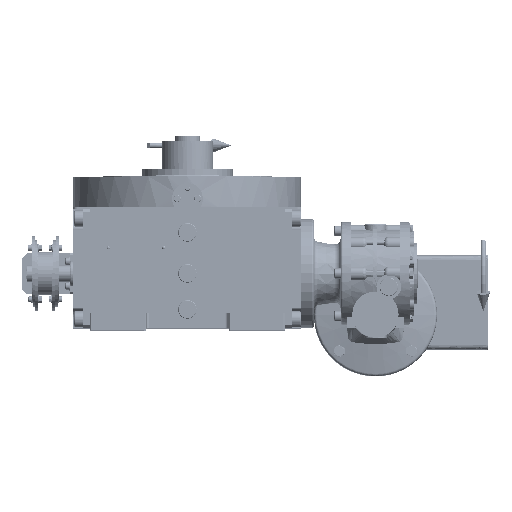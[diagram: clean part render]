
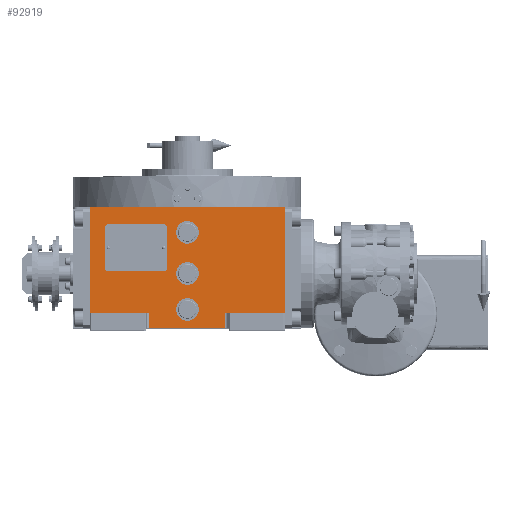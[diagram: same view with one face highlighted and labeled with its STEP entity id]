
A CAD part, top view. The second image highlights one B-rep face of the part: STEP entity #92919.
In plain terms, the highlighted planar face has unit normal (0, 0, 1).
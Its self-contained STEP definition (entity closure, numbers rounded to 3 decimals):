
#1300 = VERTEX_POINT ( 'NONE', #136807 ) ;
#1845 = DIRECTION ( 'NONE',  ( 0., -1., 0. ) ) ;
#5697 = CARTESIAN_POINT ( 'NONE',  ( -37., -53.5, 163.5 ) ) ;
#7499 = VERTEX_POINT ( 'NONE', #132922 ) ;
#8719 = CARTESIAN_POINT ( 'NONE',  ( 37., -38.5, 163.5 ) ) ;
#9691 = DIRECTION ( 'NONE',  ( 0., 0., 1. ) ) ;
#10159 = FACE_OUTER_BOUND ( 'NONE', #129425, .T. ) ;
#10609 = VERTEX_POINT ( 'NONE', #51019 ) ;
#13043 = CIRCLE ( 'NONE', #142605, 11. ) ;
#15633 = EDGE_CURVE ( 'NONE', #16982, #51536, #43096, .T. ) ;
#16207 = CARTESIAN_POINT ( 'NONE',  ( 37., -38.5, 163.5 ) ) ;
#16982 = VERTEX_POINT ( 'NONE', #110756 ) ;
#18493 = EDGE_CURVE ( 'NONE', #128669, #97189, #82120, .T. ) ;
#18517 = DIRECTION ( 'NONE',  ( 1., 0., 0. ) ) ;
#18991 = ORIENTED_EDGE ( 'NONE', *, *, #46283, .F. ) ;
#19337 = LINE ( 'NONE', #81897, #32963 ) ;
#20410 = EDGE_CURVE ( 'NONE', #1300, #16982, #98336, .T. ) ;
#21765 = EDGE_CURVE ( 'NONE', #1300, #10609, #134594, .T. ) ;
#21969 = ORIENTED_EDGE ( 'NONE', *, *, #20410, .T. ) ;
#25809 = CIRCLE ( 'NONE', #131460, 11. ) ;
#26175 = FACE_BOUND ( 'NONE', #140538, .T. ) ;
#27816 = PLANE ( 'NONE',  #103493 ) ;
#28662 = CARTESIAN_POINT ( 'NONE',  ( -94.5, -53.5, 163.5 ) ) ;
#28986 = DIRECTION ( 'NONE',  ( -1., 0., 0. ) ) ;
#30742 = VERTEX_POINT ( 'NONE', #82035 ) ;
#32963 = VECTOR ( 'NONE', #162264, 1000. ) ;
#33742 = CARTESIAN_POINT ( 'NONE',  ( 11., 40., 163.5 ) ) ;
#36278 = LINE ( 'NONE', #102141, #130939 ) ;
#38856 = FACE_BOUND ( 'NONE', #158271, .T. ) ;
#39713 = VECTOR ( 'NONE', #70718, 1000. ) ;
#43096 = LINE ( 'NONE', #48709, #81637 ) ;
#43614 = ORIENTED_EDGE ( 'NONE', *, *, #18493, .F. ) ;
#45135 = ORIENTED_EDGE ( 'NONE', *, *, #157715, .F. ) ;
#46283 = EDGE_CURVE ( 'NONE', #156095, #118643, #84590, .T. ) ;
#48071 = DIRECTION ( 'NONE',  ( 1., 0., 0. ) ) ;
#48709 = CARTESIAN_POINT ( 'NONE',  ( 94.5, -38.5, 163.5 ) ) ;
#50577 = DIRECTION ( 'NONE',  ( 0., 1., 0. ) ) ;
#51019 = CARTESIAN_POINT ( 'NONE',  ( 37., -53.5, 163.5 ) ) ;
#51536 = VERTEX_POINT ( 'NONE', #105271 ) ;
#52659 = DIRECTION ( 'NONE',  ( 0., 0., 1. ) ) ;
#53437 = VECTOR ( 'NONE', #148425, 1000. ) ;
#57931 = AXIS2_PLACEMENT_3D ( 'NONE', #82211, #52659, #28986 ) ;
#58034 = EDGE_CURVE ( 'NONE', #30742, #105024, #108163, .T. ) ;
#58821 = ORIENTED_EDGE ( 'NONE', *, *, #69462, .F. ) ;
#59079 = CARTESIAN_POINT ( 'NONE',  ( -11., -35., 163.5 ) ) ;
#66779 = CIRCLE ( 'NONE', #88390, 11. ) ;
#67175 = EDGE_CURVE ( 'NONE', #105581, #7499, #109246, .T. ) ;
#69154 = DIRECTION ( 'NONE',  ( 0., 0., 1. ) ) ;
#69462 = EDGE_CURVE ( 'NONE', #118643, #156095, #25809, .T. ) ;
#70718 = DIRECTION ( 'NONE',  ( 1., 0., 0. ) ) ;
#71267 = DIRECTION ( 'NONE',  ( 1., 0., 0. ) ) ;
#71501 = VECTOR ( 'NONE', #18517, 1000. ) ;
#73096 = DIRECTION ( 'NONE',  ( 0., 0., 1. ) ) ;
#74065 = DIRECTION ( 'NONE',  ( 0., 1., 0. ) ) ;
#78507 = EDGE_CURVE ( 'NONE', #130402, #51536, #106283, .T. ) ;
#79371 = DIRECTION ( 'NONE',  ( 0., 0., 1. ) ) ;
#81637 = VECTOR ( 'NONE', #74065, 1000. ) ;
#81872 = DIRECTION ( 'NONE',  ( 1., 0., 0. ) ) ;
#81897 = CARTESIAN_POINT ( 'NONE',  ( -37., -53.5, 163.5 ) ) ;
#82035 = CARTESIAN_POINT ( 'NONE',  ( -94.5, -38.5, 163.5 ) ) ;
#82120 = CIRCLE ( 'NONE', #103722, 11. ) ;
#82211 = CARTESIAN_POINT ( 'NONE',  ( 0., 0., 163.5 ) ) ;
#84590 = CIRCLE ( 'NONE', #125065, 11. ) ;
#88390 = AXIS2_PLACEMENT_3D ( 'NONE', #147975, #112383, #48071 ) ;
#91076 = ORIENTED_EDGE ( 'NONE', *, *, #21765, .F. ) ;
#92919 = ADVANCED_FACE ( 'NONE', ( #154724, #38856, #26175, #10159 ), #27816, .T. ) ;
#93928 = CARTESIAN_POINT ( 'NONE',  ( -11., 0., 163.5 ) ) ;
#96347 = VERTEX_POINT ( 'NONE', #5697 ) ;
#97189 = VERTEX_POINT ( 'NONE', #99904 ) ;
#97850 = CARTESIAN_POINT ( 'NONE',  ( 0., -35., 163.5 ) ) ;
#98336 = LINE ( 'NONE', #8719, #147530 ) ;
#99327 = DIRECTION ( 'NONE',  ( -1., 0., 0. ) ) ;
#99904 = CARTESIAN_POINT ( 'NONE',  ( 11., -35., 163.5 ) ) ;
#102141 = CARTESIAN_POINT ( 'NONE',  ( -37., -53.5, 163.5 ) ) ;
#102867 = VECTOR ( 'NONE', #1845, 1000. ) ;
#103318 = EDGE_LOOP ( 'NONE', ( #147342, #128245 ) ) ;
#103493 = AXIS2_PLACEMENT_3D ( 'NONE', #28662, #79371, #81872 ) ;
#103722 = AXIS2_PLACEMENT_3D ( 'NONE', #97850, #69154, #109742 ) ;
#104794 = CARTESIAN_POINT ( 'NONE',  ( -94.5, -38.5, 163.5 ) ) ;
#105024 = VERTEX_POINT ( 'NONE', #129923 ) ;
#105271 = CARTESIAN_POINT ( 'NONE',  ( 94.5, 64.5, 163.5 ) ) ;
#105581 = VERTEX_POINT ( 'NONE', #93928 ) ;
#106283 = LINE ( 'NONE', #134208, #39713 ) ;
#106395 = CARTESIAN_POINT ( 'NONE',  ( 0., 0., 163.5 ) ) ;
#107291 = ORIENTED_EDGE ( 'NONE', *, *, #145477, .F. ) ;
#108163 = LINE ( 'NONE', #104794, #71501 ) ;
#109246 = CIRCLE ( 'NONE', #57931, 11. ) ;
#109742 = DIRECTION ( 'NONE',  ( -1., 0., 0. ) ) ;
#110756 = CARTESIAN_POINT ( 'NONE',  ( 94.5, -38.5, 163.5 ) ) ;
#112035 = CARTESIAN_POINT ( 'NONE',  ( 0., 40., 163.5 ) ) ;
#112383 = DIRECTION ( 'NONE',  ( 0., 0., 1. ) ) ;
#116607 = DIRECTION ( 'NONE',  ( 1., 0., 0. ) ) ;
#118643 = VERTEX_POINT ( 'NONE', #165512 ) ;
#118723 = ORIENTED_EDGE ( 'NONE', *, *, #58034, .T. ) ;
#123058 = CARTESIAN_POINT ( 'NONE',  ( 0., 40., 163.5 ) ) ;
#124667 = CARTESIAN_POINT ( 'NONE',  ( -94.5, -38.5, 163.5 ) ) ;
#125065 = AXIS2_PLACEMENT_3D ( 'NONE', #112035, #9691, #161957 ) ;
#128245 = ORIENTED_EDGE ( 'NONE', *, *, #67175, .F. ) ;
#128669 = VERTEX_POINT ( 'NONE', #59079 ) ;
#129425 = EDGE_LOOP ( 'NONE', ( #151421, #91076, #21969, #158575, #159683, #45135, #118723, #144994 ) ) ;
#129923 = CARTESIAN_POINT ( 'NONE',  ( -37., -38.5, 163.5 ) ) ;
#130402 = VERTEX_POINT ( 'NONE', #150527 ) ;
#130939 = VECTOR ( 'NONE', #50577, 1000. ) ;
#131460 = AXIS2_PLACEMENT_3D ( 'NONE', #123058, #73096, #99327 ) ;
#131809 = DIRECTION ( 'NONE',  ( 0., 0., 1. ) ) ;
#132922 = CARTESIAN_POINT ( 'NONE',  ( 11., 0., 163.5 ) ) ;
#134208 = CARTESIAN_POINT ( 'NONE',  ( -94.5, 64.5, 163.5 ) ) ;
#134594 = LINE ( 'NONE', #16207, #102867 ) ;
#136807 = CARTESIAN_POINT ( 'NONE',  ( 37., -38.5, 163.5 ) ) ;
#137799 = EDGE_CURVE ( 'NONE', #7499, #105581, #13043, .T. ) ;
#140538 = EDGE_LOOP ( 'NONE', ( #18991, #58821 ) ) ;
#142605 = AXIS2_PLACEMENT_3D ( 'NONE', #106395, #131809, #116607 ) ;
#142990 = EDGE_CURVE ( 'NONE', #96347, #105024, #36278, .T. ) ;
#144994 = ORIENTED_EDGE ( 'NONE', *, *, #142990, .F. ) ;
#145477 = EDGE_CURVE ( 'NONE', #97189, #128669, #66779, .T. ) ;
#147342 = ORIENTED_EDGE ( 'NONE', *, *, #137799, .F. ) ;
#147530 = VECTOR ( 'NONE', #71267, 1000. ) ;
#147975 = CARTESIAN_POINT ( 'NONE',  ( 0., -35., 163.5 ) ) ;
#148425 = DIRECTION ( 'NONE',  ( 0., 1., 0. ) ) ;
#149273 = LINE ( 'NONE', #124667, #53437 ) ;
#150527 = CARTESIAN_POINT ( 'NONE',  ( -94.5, 64.5, 163.5 ) ) ;
#151421 = ORIENTED_EDGE ( 'NONE', *, *, #165396, .T. ) ;
#154724 = FACE_BOUND ( 'NONE', #103318, .T. ) ;
#156095 = VERTEX_POINT ( 'NONE', #33742 ) ;
#157715 = EDGE_CURVE ( 'NONE', #30742, #130402, #149273, .T. ) ;
#158271 = EDGE_LOOP ( 'NONE', ( #107291, #43614 ) ) ;
#158575 = ORIENTED_EDGE ( 'NONE', *, *, #15633, .T. ) ;
#159683 = ORIENTED_EDGE ( 'NONE', *, *, #78507, .F. ) ;
#161957 = DIRECTION ( 'NONE',  ( 1., 0., 0. ) ) ;
#162264 = DIRECTION ( 'NONE',  ( 1., 0., 0. ) ) ;
#165396 = EDGE_CURVE ( 'NONE', #96347, #10609, #19337, .T. ) ;
#165512 = CARTESIAN_POINT ( 'NONE',  ( -11., 40., 163.5 ) ) ;
